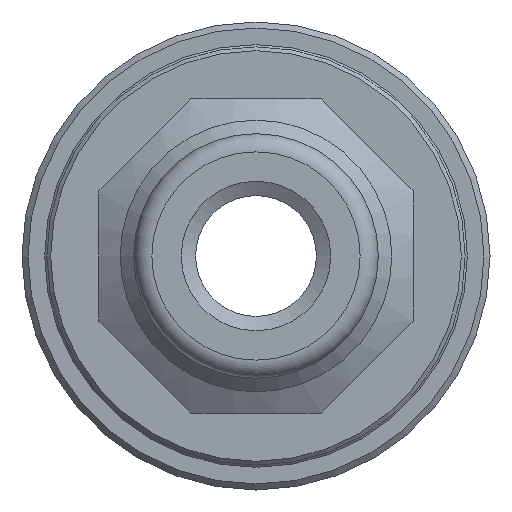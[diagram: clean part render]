
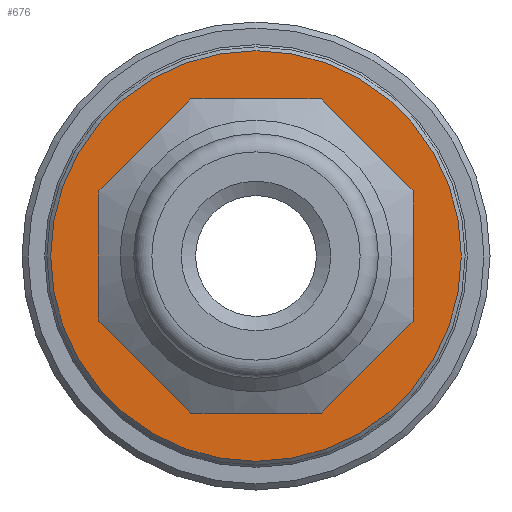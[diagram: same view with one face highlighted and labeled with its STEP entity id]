
A CAD part, left-side view. The second image highlights one B-rep face of the part: STEP entity #676.
In plain terms, the highlighted planar face has unit normal (-1, 0, 0).
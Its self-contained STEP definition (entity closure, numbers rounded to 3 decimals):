
#634=CARTESIAN_POINT('',(23.5,6.8,0.));
#635=VERTEX_POINT('',#634);
#636=CARTESIAN_POINT('',(23.5,0.0,0.0));
#637=DIRECTION('',(1.0,0.0,0.0));
#638=DIRECTION('',(0.0,-1.0,0.0));
#639=AXIS2_PLACEMENT_3D('',#636,#637,#638);
#640=CIRCLE('',#639,6.8);
#641=EDGE_CURVE('',#635,#635,#640,.T.);
#657=CARTESIAN_POINT('',(23.5,5.675,0.0));
#658=DIRECTION('',(-1.0,0.0,0.0));
#659=DIRECTION('',(0.0,0.0,1.0));
#660=AXIS2_PLACEMENT_3D('',#657,#658,#659);
#661=PLANE('',#660);
#662=ORIENTED_EDGE('',*,*,#641,.F.);
#663=EDGE_LOOP('',(#662));
#664=FACE_OUTER_BOUND('',#663,.T.);
#665=CARTESIAN_POINT('',(23.5,4.85,0.));
#666=VERTEX_POINT('',#665);
#667=CARTESIAN_POINT('',(23.5,0.0,0.0));
#668=DIRECTION('',(-1.0,0.0,0.0));
#669=DIRECTION('',(0.0,-1.0,0.0));
#670=AXIS2_PLACEMENT_3D('',#667,#668,#669);
#671=CIRCLE('',#670,4.85);
#672=EDGE_CURVE('',#666,#666,#671,.T.);
#673=ORIENTED_EDGE('',*,*,#672,.F.);
#674=EDGE_LOOP('',(#673));
#675=FACE_BOUND('',#674,.T.);
#676=ADVANCED_FACE('',(#664,#675),#661,.T.);
